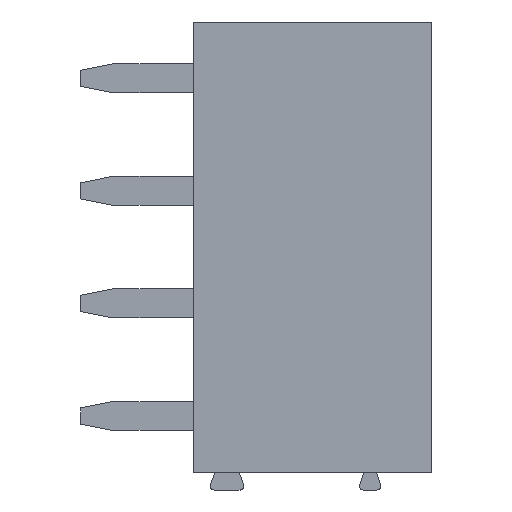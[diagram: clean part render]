
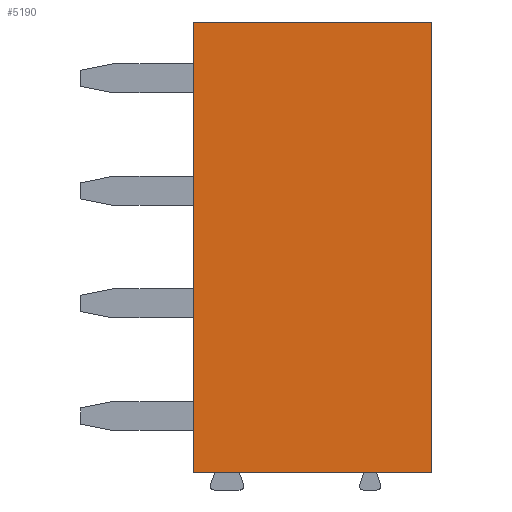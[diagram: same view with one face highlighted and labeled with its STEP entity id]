
A CAD part, front view. The second image highlights one B-rep face of the part: STEP entity #5190.
In plain terms, the highlighted planar face has unit normal (0, -1, 0).
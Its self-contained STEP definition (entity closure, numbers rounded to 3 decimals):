
#45=DIRECTION('',(1.,0.,0.));
#46=VECTOR('',#45,7.4);
#47=CARTESIAN_POINT('',(-3.7,-4.8,-12.25));
#48=LINE('',#47,#46);
#1605=DIRECTION('',(1.,0.,0.));
#1606=VECTOR('',#1605,7.4);
#1607=CARTESIAN_POINT('',(-3.7,-4.8,1.75));
#1608=LINE('',#1607,#1606);
#1683=DIRECTION('',(0.,0.,1.));
#1684=VECTOR('',#1683,14.);
#1685=CARTESIAN_POINT('',(3.7,-4.8,-12.25));
#1686=LINE('',#1685,#1684);
#1751=DIRECTION('',(0.,0.,1.));
#1752=VECTOR('',#1751,14.);
#1753=CARTESIAN_POINT('',(-3.7,-4.8,-12.25));
#1754=LINE('',#1753,#1752);
#2176=CARTESIAN_POINT('',(-3.7,-4.8,-12.25));
#2178=VERTEX_POINT('',#2176);
#2179=CARTESIAN_POINT('',(3.7,-4.8,-12.25));
#2180=VERTEX_POINT('',#2179);
#2188=CARTESIAN_POINT('',(-3.7,-4.8,1.75));
#2190=VERTEX_POINT('',#2188);
#2191=CARTESIAN_POINT('',(3.7,-4.8,1.75));
#2192=VERTEX_POINT('',#2191);
#5179=CARTESIAN_POINT('',(-3.7,-4.8,-12.25));
#5180=DIRECTION('',(0.,-1.,0.));
#5181=DIRECTION('',(1.,0.,0.));
#5182=AXIS2_PLACEMENT_3D('',#5179,#5180,#5181);
#5183=PLANE('',#5182);
#5184=ORIENTED_EDGE('',*,*,#2840,.F.);
#5185=ORIENTED_EDGE('',*,*,#4394,.T.);
#5186=ORIENTED_EDGE('',*,*,#5003,.T.);
#5187=ORIENTED_EDGE('',*,*,#5132,.F.);
#5188=EDGE_LOOP('',(#5184,#5185,#5186,#5187));
#5189=FACE_OUTER_BOUND('',#5188,.F.);
#2840=EDGE_CURVE('',#2178,#2180,#48,.T.);
#4394=EDGE_CURVE('',#2178,#2190,#1754,.T.);
#5003=EDGE_CURVE('',#2190,#2192,#1608,.T.);
#5132=EDGE_CURVE('',#2180,#2192,#1686,.T.);
#5190=ADVANCED_FACE('',(#5189),#5183,.T.);
